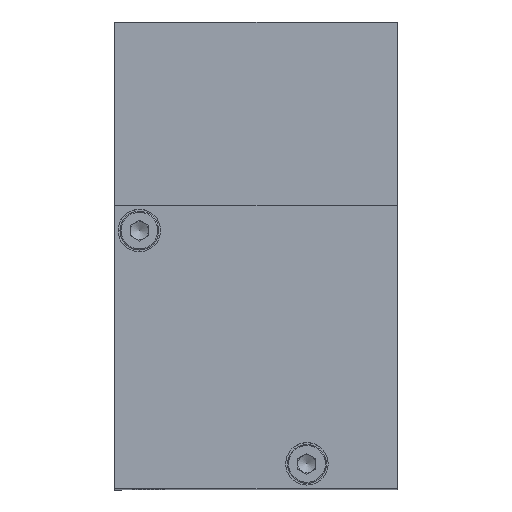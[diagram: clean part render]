
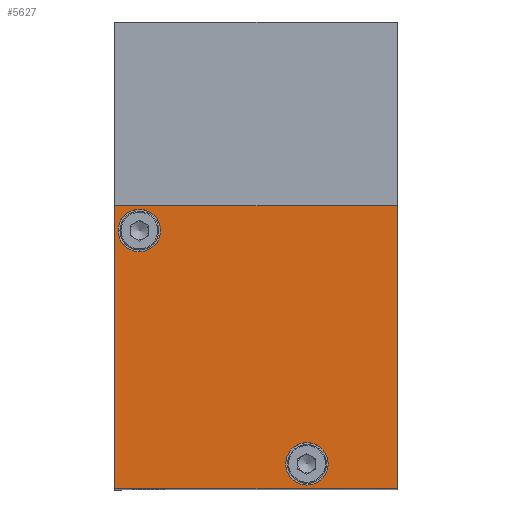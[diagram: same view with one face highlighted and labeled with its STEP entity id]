
A CAD part, top view. The second image highlights one B-rep face of the part: STEP entity #5627.
In plain terms, the highlighted planar face has unit normal (0, 0, 1).
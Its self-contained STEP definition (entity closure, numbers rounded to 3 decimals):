
#104=LINE('',#9535,#298);
#107=LINE('',#9540,#301);
#109=LINE('',#9544,#303);
#110=LINE('',#9546,#304);
#298=VECTOR('',#7804,40.);
#301=VECTOR('',#7809,40.);
#303=VECTOR('',#7813,40.);
#304=VECTOR('',#7816,40.);
#461=PLANE('',#6354);
#1078=FACE_BOUND('',#2607,.T.);
#1079=FACE_BOUND('',#2608,.T.);
#1924=FACE_OUTER_BOUND('',#2606,.T.);
#2606=EDGE_LOOP('',(#3531,#3532,#3533,#3534));
#2607=EDGE_LOOP('',(#3535));
#2608=EDGE_LOOP('',(#3536));
#3531=ORIENTED_EDGE('',*,*,#4281,.T.);
#3532=ORIENTED_EDGE('',*,*,#4287,.T.);
#3533=ORIENTED_EDGE('',*,*,#4286,.T.);
#3534=ORIENTED_EDGE('',*,*,#4284,.T.);
#3535=ORIENTED_EDGE('',*,*,#4271,.T.);
#3536=ORIENTED_EDGE('',*,*,#4273,.T.);
#4271=EDGE_CURVE('',#4798,#4798,#5225,.T.);
#4273=EDGE_CURVE('',#4800,#4800,#5227,.T.);
#4281=EDGE_CURVE('',#4808,#4807,#104,.T.);
#4284=EDGE_CURVE('',#4809,#4808,#107,.T.);
#4286=EDGE_CURVE('',#4810,#4809,#109,.T.);
#4287=EDGE_CURVE('',#4807,#4810,#110,.T.);
#4798=VERTEX_POINT('',#9509);
#4800=VERTEX_POINT('',#9514);
#4807=VERTEX_POINT('',#9532);
#4808=VERTEX_POINT('',#9534);
#4809=VERTEX_POINT('',#9538);
#4810=VERTEX_POINT('',#9542);
#5225=CIRCLE('',#6341,3.);
#5227=CIRCLE('',#6344,3.);
#5627=ADVANCED_FACE('',(#1924,#1078,#1079),#461,.T.);
#6341=AXIS2_PLACEMENT_3D('',#9510,#7779,#7780);
#6344=AXIS2_PLACEMENT_3D('',#9515,#7785,#7786);
#6354=AXIS2_PLACEMENT_3D('',#9547,#7817,#7818);
#7779=DIRECTION('center_axis',(0.,0.,
-1.));
#7780=DIRECTION('ref_axis',(0.,-1.,0.));
#7785=DIRECTION('center_axis',(0.,0.,
-1.));
#7786=DIRECTION('ref_axis',(0.,-1.,0.));
#7804=DIRECTION('',(0.,-1.,0.));
#7809=DIRECTION('',(-1.,0.,0.));
#7813=DIRECTION('',(0.,1.,0.));
#7816=DIRECTION('',(1.,0.,0.));
#7817=DIRECTION('center_axis',(0.,0.,
1.));
#7818=DIRECTION('ref_axis',(0.,-1.,0.));
#9509=CARTESIAN_POINT('',(3.5,33.5,92.));
#9510=CARTESIAN_POINT('Origin',(3.5,36.5,92.));
#9514=CARTESIAN_POINT('',(27.2,0.5,92.));
#9515=CARTESIAN_POINT('Origin',(27.2,3.5,92.));
#9532=CARTESIAN_POINT('',(0.,0.,92.));
#9534=CARTESIAN_POINT('',(0.,40.,92.));
#9535=CARTESIAN_POINT('',(0.,40.,92.));
#9538=CARTESIAN_POINT('',(40.,40.,92.));
#9540=CARTESIAN_POINT('',(0.,40.,92.));
#9542=CARTESIAN_POINT('',(40.,0.,92.));
#9544=CARTESIAN_POINT('',(40.,40.,92.));
#9546=CARTESIAN_POINT('',(0.,0.,92.));
#9547=CARTESIAN_POINT('Origin',(20.,20.,92.));
